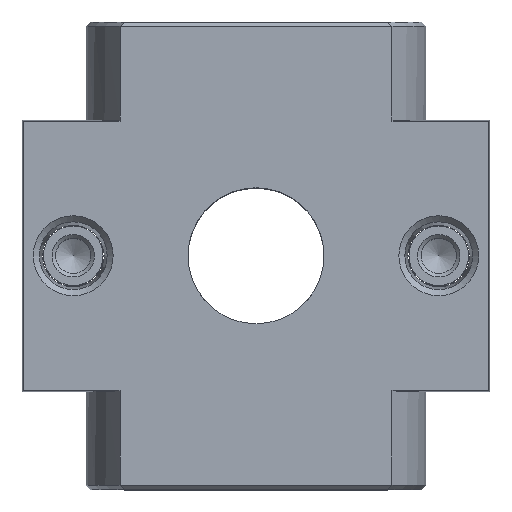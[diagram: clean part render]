
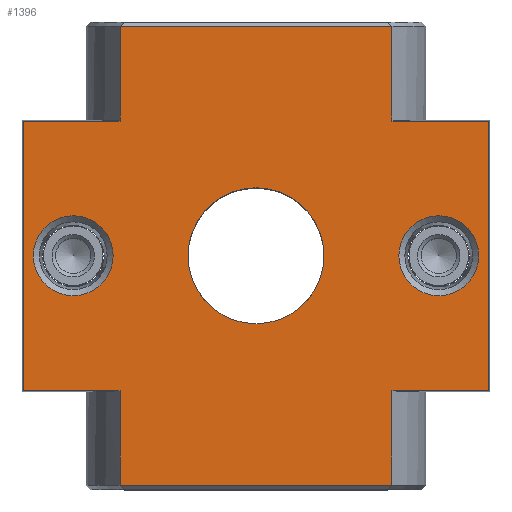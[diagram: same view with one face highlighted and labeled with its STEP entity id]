
A CAD part, top view. The second image highlights one B-rep face of the part: STEP entity #1396.
In plain terms, the highlighted planar face has unit normal (0, 0, 1).
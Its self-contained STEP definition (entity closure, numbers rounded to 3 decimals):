
#122=CIRCLE('',#1525,8.);
#133=CIRCLE('',#1567,4.7);
#134=CIRCLE('',#1568,4.7);
#304=ORIENTED_EDGE('',*,*,#547,.F.);
#305=ORIENTED_EDGE('',*,*,#627,.F.);
#306=ORIENTED_EDGE('',*,*,#628,.F.);
#307=ORIENTED_EDGE('',*,*,#629,.T.);
#308=ORIENTED_EDGE('',*,*,#630,.F.);
#309=ORIENTED_EDGE('',*,*,#631,.T.);
#310=ORIENTED_EDGE('',*,*,#557,.F.);
#311=ORIENTED_EDGE('',*,*,#610,.F.);
#312=ORIENTED_EDGE('',*,*,#559,.T.);
#313=ORIENTED_EDGE('',*,*,#632,.T.);
#314=ORIENTED_EDGE('',*,*,#633,.T.);
#315=ORIENTED_EDGE('',*,*,#634,.T.);
#316=ORIENTED_EDGE('',*,*,#602,.T.);
#317=ORIENTED_EDGE('',*,*,#625,.T.);
#318=ORIENTED_EDGE('',*,*,#604,.F.);
#547=EDGE_CURVE('',#727,#727,#122,.T.);
#557=EDGE_CURVE('',#737,#734,#852,.T.);
#559=EDGE_CURVE('',#740,#738,#854,.T.);
#602=EDGE_CURVE('',#768,#769,#874,.T.);
#604=EDGE_CURVE('',#770,#771,#876,.T.);
#610=EDGE_CURVE('',#740,#737,#882,.T.);
#625=EDGE_CURVE('',#769,#771,#895,.T.);
#627=EDGE_CURVE('',#783,#783,#133,.T.);
#628=EDGE_CURVE('',#784,#784,#134,.T.);
#629=EDGE_CURVE('',#770,#785,#897,.T.);
#630=EDGE_CURVE('',#786,#785,#898,.T.);
#631=EDGE_CURVE('',#786,#734,#899,.T.);
#632=EDGE_CURVE('',#738,#787,#900,.T.);
#633=EDGE_CURVE('',#787,#788,#901,.T.);
#634=EDGE_CURVE('',#788,#768,#902,.T.);
#727=VERTEX_POINT('',#2144);
#734=VERTEX_POINT('',#2208);
#737=VERTEX_POINT('',#2214);
#738=VERTEX_POINT('',#2218);
#740=VERTEX_POINT('',#2221);
#768=VERTEX_POINT('',#2326);
#769=VERTEX_POINT('',#2328);
#770=VERTEX_POINT('',#2332);
#771=VERTEX_POINT('',#2334);
#783=VERTEX_POINT('',#2377);
#784=VERTEX_POINT('',#2379);
#785=VERTEX_POINT('',#2381);
#786=VERTEX_POINT('',#2383);
#787=VERTEX_POINT('',#2386);
#788=VERTEX_POINT('',#2388);
#852=LINE('',#2215,#952);
#854=LINE('',#2220,#954);
#874=LINE('',#2329,#974);
#876=LINE('',#2333,#976);
#882=LINE('',#2343,#982);
#895=LINE('',#2372,#995);
#897=LINE('',#2380,#997);
#898=LINE('',#2382,#998);
#899=LINE('',#2384,#999);
#900=LINE('',#2385,#1000);
#901=LINE('',#2387,#1001);
#902=LINE('',#2389,#1002);
#952=VECTOR('',#1718,1000.);
#954=VECTOR('',#1722,1000.);
#974=VECTOR('',#1796,1000.);
#976=VECTOR('',#1800,1000.);
#982=VECTOR('',#1810,1000.);
#995=VECTOR('',#1835,1000.);
#997=VECTOR('',#1845,1000.);
#998=VECTOR('',#1846,1000.);
#999=VECTOR('',#1847,1000.);
#1000=VECTOR('',#1848,1000.);
#1001=VECTOR('',#1849,1000.);
#1002=VECTOR('',#1850,1000.);
#1071=EDGE_LOOP('',(#304));
#1072=EDGE_LOOP('',(#305));
#1073=EDGE_LOOP('',(#306));
#1074=EDGE_LOOP('',(#307,#308,#309,#310,#311,#312,#313,#314,#315,#316,#317,
#318));
#1209=FACE_BOUND('',#1071,.T.);
#1210=FACE_BOUND('',#1072,.T.);
#1211=FACE_BOUND('',#1073,.T.);
#1212=FACE_BOUND('',#1074,.T.);
#1332=PLANE('',#1566);
#1396=ADVANCED_FACE('',(#1209,#1210,#1211,#1212),#1332,.F.);
#1525=AXIS2_PLACEMENT_3D('',#2143,#1709,#1710);
#1566=AXIS2_PLACEMENT_3D('',#2375,#1839,#1840);
#1567=AXIS2_PLACEMENT_3D('',#2376,#1841,#1842);
#1568=AXIS2_PLACEMENT_3D('',#2378,#1843,#1844);
#1709=DIRECTION('',(0.,0.,1.));
#1710=DIRECTION('',(1.,0.,0.));
#1718=DIRECTION('',(-1.,0.,0.));
#1722=DIRECTION('',(-1.,0.,0.));
#1796=DIRECTION('',(-1.,0.,0.));
#1800=DIRECTION('',(-1.,0.,0.));
#1810=DIRECTION('',(0.,-1.,0.));
#1835=DIRECTION('',(0.,-1.,0.));
#1839=DIRECTION('',(0.,0.,-1.));
#1840=DIRECTION('',(-1.,0.,0.));
#1841=DIRECTION('',(0.,0.,1.));
#1842=DIRECTION('',(1.,0.,0.));
#1843=DIRECTION('',(0.,0.,1.));
#1844=DIRECTION('',(1.,0.,0.));
#1845=DIRECTION('',(0.,-1.,0.));
#1846=DIRECTION('',(-1.,0.,0.));
#1847=DIRECTION('',(0.,1.,0.));
#1848=DIRECTION('',(0.,1.,0.));
#1849=DIRECTION('',(-1.,0.,0.));
#1850=DIRECTION('',(0.,-1.,0.));
#2143=CARTESIAN_POINT('',(0.,0.,17.5));
#2144=CARTESIAN_POINT('',(8.,0.,17.5));
#2208=CARTESIAN_POINT('',(16.,-15.847,17.5));
#2214=CARTESIAN_POINT('',(27.347,-15.847,17.5));
#2215=CARTESIAN_POINT('',(33.,-15.847,17.5));
#2218=CARTESIAN_POINT('',(16.,15.847,17.5));
#2220=CARTESIAN_POINT('',(33.,15.847,17.5));
#2221=CARTESIAN_POINT('',(27.347,15.847,17.5));
#2326=CARTESIAN_POINT('',(-16.,15.847,17.5));
#2328=CARTESIAN_POINT('',(-27.347,15.847,17.5));
#2329=CARTESIAN_POINT('',(33.,15.847,17.5));
#2332=CARTESIAN_POINT('',(-16.,-15.847,17.5));
#2333=CARTESIAN_POINT('',(33.,-15.847,17.5));
#2334=CARTESIAN_POINT('',(-27.347,-15.847,17.5));
#2343=CARTESIAN_POINT('',(27.347,16.,17.5));
#2372=CARTESIAN_POINT('',(-27.347,16.,17.5));
#2375=CARTESIAN_POINT('',(-27.347,16.,17.5));
#2376=CARTESIAN_POINT('',(21.5,0.,17.5));
#2377=CARTESIAN_POINT('',(26.2,0.,17.5));
#2378=CARTESIAN_POINT('',(-21.5,0.,17.5));
#2379=CARTESIAN_POINT('',(-16.8,0.,17.5));
#2380=CARTESIAN_POINT('',(-16.,27.,17.5));
#2381=CARTESIAN_POINT('',(-16.,-27.,17.5));
#2382=CARTESIAN_POINT('',(20.,-27.,17.5));
#2383=CARTESIAN_POINT('',(16.,-27.,17.5));
#2384=CARTESIAN_POINT('',(16.,-27.,17.5));
#2385=CARTESIAN_POINT('',(16.,-27.,17.5));
#2386=CARTESIAN_POINT('',(16.,27.,17.5));
#2387=CARTESIAN_POINT('',(20.,27.,17.5));
#2388=CARTESIAN_POINT('',(-16.,27.,17.5));
#2389=CARTESIAN_POINT('',(-16.,27.,17.5));
